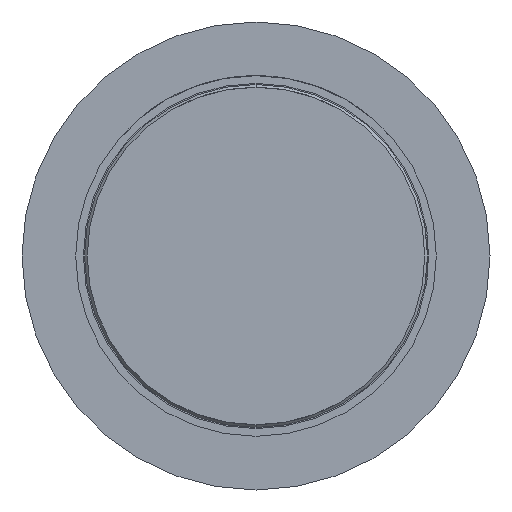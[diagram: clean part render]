
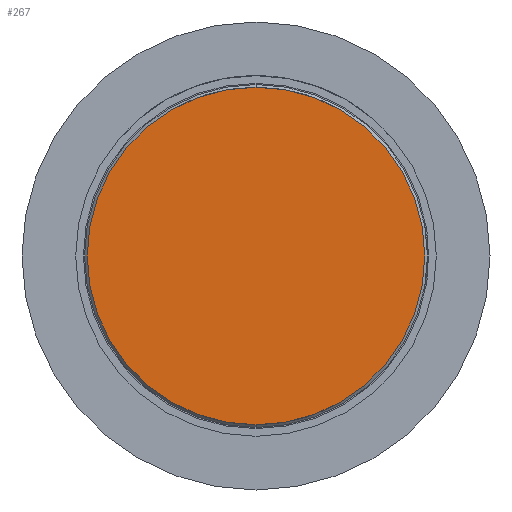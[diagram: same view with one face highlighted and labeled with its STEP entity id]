
A CAD part, front view. The second image highlights one B-rep face of the part: STEP entity #267.
In plain terms, the highlighted planar face has unit normal (0, -1, 0).
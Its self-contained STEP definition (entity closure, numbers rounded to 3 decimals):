
#267 = ADVANCED_FACE ( 'Defeature ausgef�hrt11_48', ( #16031 ), #10269, .F. ) ;
#1017 = VERTEX_POINT ( 'NONE', #14821 ) ;
#1168 = DIRECTION ( 'NONE',  ( -1., 0., 0. ) ) ;
#1348 = DIRECTION ( 'NONE',  ( 1., 0., 0. ) ) ;
#1763 = AXIS2_PLACEMENT_3D ( 'NONE', #7175, #14771, #3520 ) ;
#3520 = DIRECTION ( 'NONE',  ( -1., 0., 0. ) ) ;
#3769 = CARTESIAN_POINT ( 'NONE',  ( 2.2, 0., 0. ) ) ;
#5419 = EDGE_LOOP ( 'NONE', ( #10219, #12347 ) ) ;
#6833 = AXIS2_PLACEMENT_3D ( 'NONE', #7717, #13930, #1348 ) ;
#7175 = CARTESIAN_POINT ( 'NONE',  ( 0., 0., 0. ) ) ;
#7329 = DIRECTION ( 'NONE',  ( 0., -1., 0. ) ) ;
#7717 = CARTESIAN_POINT ( 'NONE',  ( 0., 0., -1.9 ) ) ;
#8012 = AXIS2_PLACEMENT_3D ( 'NONE', #12639, #7329, #1168 ) ;
#8596 = EDGE_CURVE ( 'Defeature ausgef�hrt11_48+Defeature ausgef�hrt11_47+Defeature ausgef�hrt11_47+Defeature ausgef�hrt11_47', #12873, #1017, #14063, .T. ) ;
#8804 = EDGE_CURVE ( 'Defeature ausgef�hrt11_48+Defeature ausgef�hrt11_47+Defeature ausgef�hrt11_47+Defeature ausgef�hrt11_47', #1017, #12873, #10906, .T. ) ;
#10219 = ORIENTED_EDGE ( 'NONE', *, *, #8804, .T. ) ;
#10269 = PLANE ( 'NONE',  #6833 ) ;
#10906 = CIRCLE ( 'NONE', #8012, 2.2 ) ;
#12347 = ORIENTED_EDGE ( 'NONE', *, *, #8596, .T. ) ;
#12639 = CARTESIAN_POINT ( 'NONE',  ( 0., 0., 0. ) ) ;
#12873 = VERTEX_POINT ( 'NONE', #3769 ) ;
#13930 = DIRECTION ( 'NONE',  ( 0., 1., 0. ) ) ;
#14063 = CIRCLE ( 'NONE', #1763, 2.2 ) ;
#14771 = DIRECTION ( 'NONE',  ( 0., -1., 0. ) ) ;
#14821 = CARTESIAN_POINT ( 'NONE',  ( -2.2, 0., 0. ) ) ;
#16031 = FACE_OUTER_BOUND ( 'NONE', #5419, .T. ) ;
